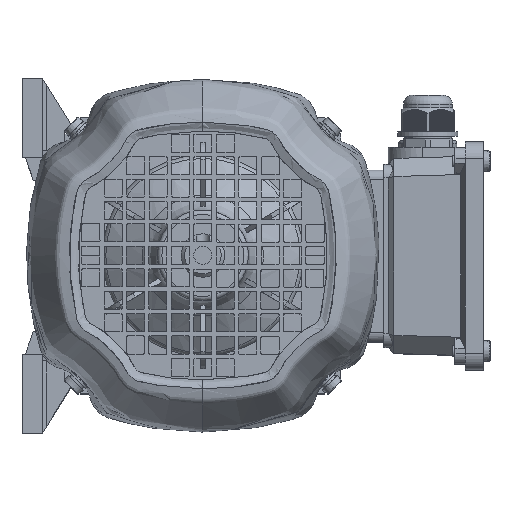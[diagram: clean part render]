
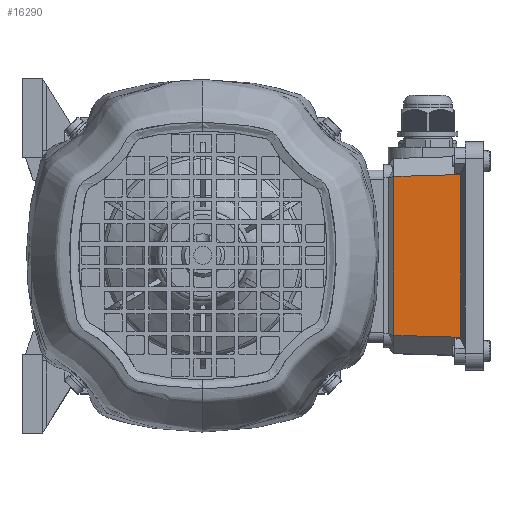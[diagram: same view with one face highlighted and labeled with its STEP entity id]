
A CAD part, top view. The second image highlights one B-rep face of the part: STEP entity #16290.
In plain terms, the highlighted planar face has unit normal (-0.029, 0, 1).
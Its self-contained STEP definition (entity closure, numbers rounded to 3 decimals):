
#2032=LINE('',#91700,#7379);
#2042=LINE('',#91721,#7389);
#2043=LINE('',#91723,#7390);
#2044=LINE('',#91725,#7391);
#7379=VECTOR('',#72218,1.);
#7389=VECTOR('',#72242,1.);
#7390=VECTOR('',#72243,1.);
#7391=VECTOR('',#72244,1.);
#12625=PLANE('',#65597);
#16290=ADVANCED_FACE('',(#19974),#12625,.F.);
#19974=FACE_OUTER_BOUND('',#23096,.T.);
#23096=EDGE_LOOP('',(#29516,#29517,#29518,#29519));
#29516=ORIENTED_EDGE('',*,*,#54000,.F.);
#29517=ORIENTED_EDGE('',*,*,#54011,.T.);
#29518=ORIENTED_EDGE('',*,*,#54012,.T.);
#29519=ORIENTED_EDGE('',*,*,#54013,.T.);
#47529=VERTEX_POINT('',#91699);
#47530=VERTEX_POINT('',#91701);
#47534=VERTEX_POINT('',#91722);
#47535=VERTEX_POINT('',#91724);
#54000=EDGE_CURVE('',#47529,#47530,#2032,.T.);
#54011=EDGE_CURVE('',#47529,#47534,#2042,.T.);
#54012=EDGE_CURVE('',#47534,#47535,#2043,.T.);
#54013=EDGE_CURVE('',#47535,#47530,#2044,.T.);
#65597=AXIS2_PLACEMENT_3D('',#91726,#72245,#72246);
#72218=DIRECTION('',(0.,-1.,0.));
#72242=DIRECTION('',(-0.999,-0.029,-0.029));
#72243=DIRECTION('',(0.,-1.,0.));
#72244=DIRECTION('',(0.999,-0.029,0.029));
#72245=DIRECTION('',(0.029,0.,-1.));
#72246=DIRECTION('',(0.,1.,0.));
#91699=CARTESIAN_POINT('',(114.,35.997,96.));
#91700=CARTESIAN_POINT('',(114.,0.,96.));
#91701=CARTESIAN_POINT('',(114.,-35.997,96.));
#91721=CARTESIAN_POINT('',(112.943,35.965,95.969));
#91722=CARTESIAN_POINT('',(84.5,35.129,95.132));
#91723=CARTESIAN_POINT('',(84.5,0.,95.132));
#91724=CARTESIAN_POINT('',(84.5,-35.129,95.132));
#91725=CARTESIAN_POINT('',(112.943,-35.965,95.969));
#91726=CARTESIAN_POINT('',(114.,0.,96.));
